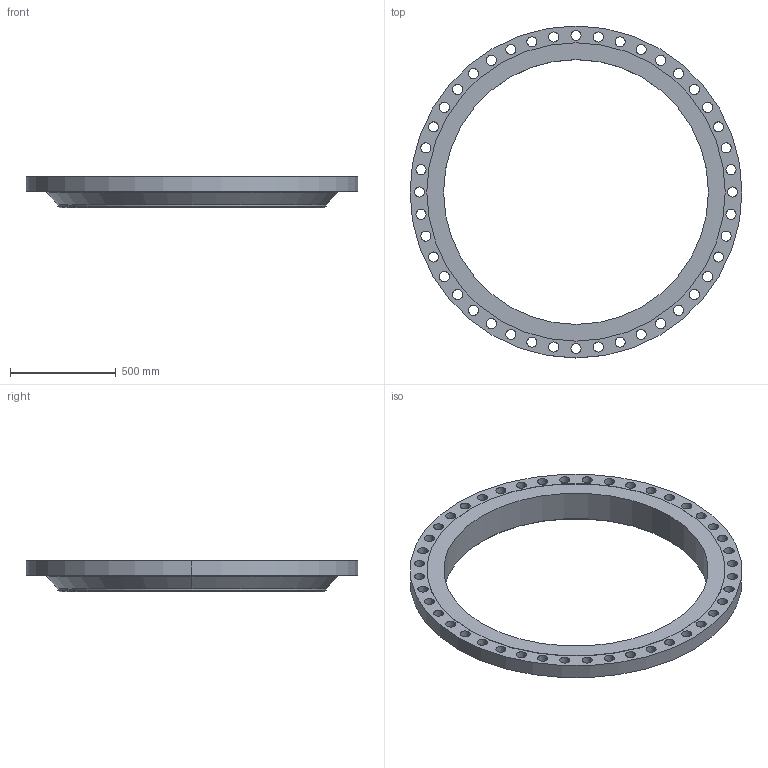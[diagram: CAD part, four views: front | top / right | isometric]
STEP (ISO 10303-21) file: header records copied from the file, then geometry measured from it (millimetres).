
FILE_DESCRIPTION (( 'STEP AP203' ), '1' );
FILE_NAME ('50_CL125_B161_RF_WNF_OB_STD.STEP', '2024-01-18T08:03:36', ( '' ), ( '' ), 'SwSTEP 2.0', 'SolidWorks 2023', '' );
FILE_SCHEMA (( 'CONFIG_CONTROL_DESIGN' ));
Length unit declared in the file: inch
Products named in the file (1): 50_CL125_B161_RF_WNF_OB_STD
Bounding box: 1568.45 x 1568.45 x 147.64 mm (x, y, z)
Volume: 53995283.7 mm3; surface area: 2793709.4 mm2
Topology: 1 solids, 1 shells, 106 faces, 300 edges, 198 vertices
Faces by surface type: cylinder 96, cone 4, plane 4, torus 2
Entity records: 3815 total; most frequent: DIRECTION 714, CARTESIAN_POINT 605, ORIENTED_EDGE 600, AXIS2_PLACEMENT_3D 307, EDGE_CURVE 300, CIRCLE 200, VERTEX_POINT 198, EDGE_LOOP 198
